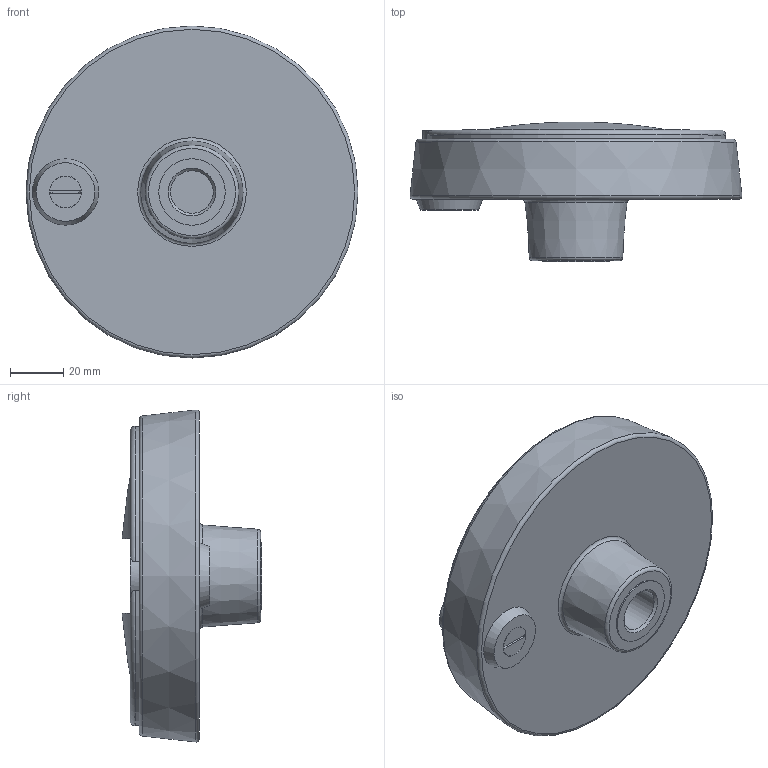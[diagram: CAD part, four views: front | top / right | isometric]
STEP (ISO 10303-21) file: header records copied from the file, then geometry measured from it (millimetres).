
FILE_DESCRIPTION( ( 'STEP AP214' ), '1' );
FILE_NAME( 'K0258.312516__GESCHLOSSEN_.stp', '2020-11-26T16:21:29', ( '' ), ( '' ), ' ', 'PARTsolutions', ' ' );
FILE_SCHEMA( ( 'AUTOMOTIVE_DESIGN { 1 0 10303 214 1 1 1 1 }' ) );
Length unit declared in the file: millimetre
Products named in the file (1): _K0258.312516_(GESCHLOSSEN)
Bounding box: 124.71 x 52.52 x 124.71 mm (x, y, z)
Volume: 285976.5 mm3; surface area: 47141.3 mm2
Topology: 1 solids, 1 shells, 70 faces, 172 edges, 111 vertices
Faces by surface type: plane 31, cylinder 22, cone 8, torus 7, sphere 2
Full cylindrical faces by diameter (mm): 4.02 x2, 4.5 x1, 4.917 x1, 7.18 x1, 12 x1, 14.4 x1, 16 x1, 17.5 x1, 22.5 x1, 25 x1
Entity records: 2871 total; most frequent: CARTESIAN_POINT 766, DIRECTION 322, ORIENTED_EDGE 276, AXIS2_PLACEMENT_3D 138, EDGE_CURVE 138, EDGE_LOOP 108, VERTEX_POINT 105, FACE_OUTER_BOUND 87
